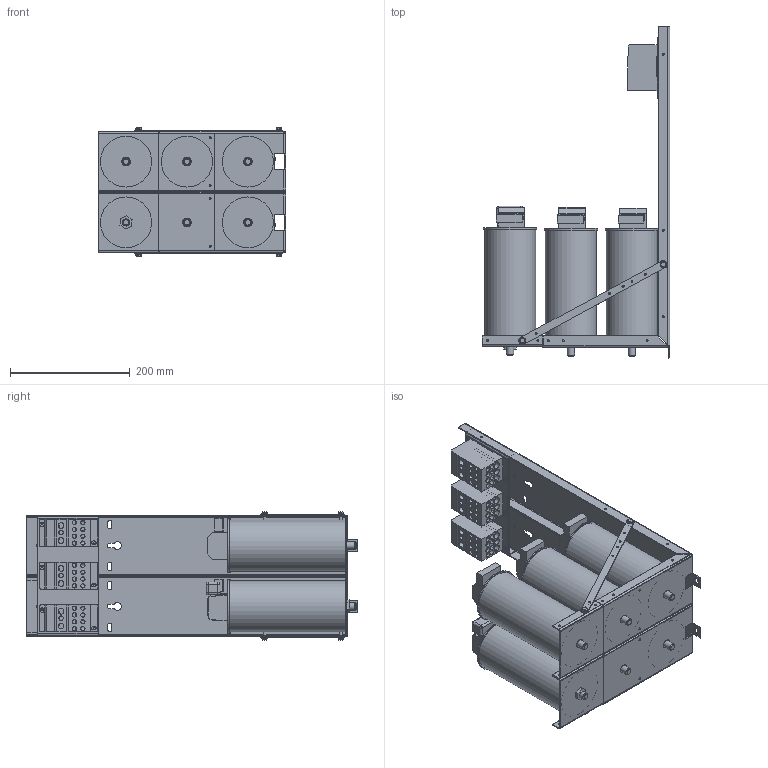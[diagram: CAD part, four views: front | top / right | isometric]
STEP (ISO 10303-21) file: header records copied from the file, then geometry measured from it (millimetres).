
FILE_DESCRIPTION(/* description */ (''),/* implementation_level */ '2;1');
FILE_NAME(/* name */ 'KPCUL058A64.stp',/* time_stamp */ '2020-03-10T15:43:19-05:00',/* author */ ('jnelson'),/* organization */ (''),/* preprocessor_version */ 'ST-DEVELOPER v17',/* originating_system */ 'Autodesk Inventor 2019',/* authorisation */ '');
FILE_SCHEMA (('AUTOMOTIVE_DESIGN { 1 0 10303 214 3 1 1 }'));
Length unit declared in the file: inch
Products named in the file (21): KPCUL058A64; MASTER 600V  ASSEMBLY 6 CAPS HOLE TRAY ALTECH 38019 x 3 (27930); 23837; 27943; 27945; 27930; 27791-A; 25441; 31157; 29230; 8KVAR; CAP NUT ; ASC Term Block Assembly; ASC TERM BLOCK-Better; ASC Term block screw; ASC TERM BLK INSERT; ASC bleeder resistor; 27607; 10KVAR; ASC TERM BLOCK; bleeder resistor
Assembly tree (42 placements, depth 4):
  KPCUL058A64
    MASTER 600V  ASSEMBLY 6 CAPS HOLE TRAY ALTECH 38019 x 3 (27930)
      27943  x2
      27791-A  x2
      25441  x4
      27945  x2
      23837
      27930  x3
      31157
    29230
      8KVAR
      CAP NUT 
      ASC Term Block Assembly
        ASC TERM BLOCK-Better
        ASC Term block screw  x6
        ASC TERM BLK INSERT  x6
        ASC bleeder resistor
    27607  x5
      10KVAR
      ASC TERM BLOCK
      bleeder resistor
Bounding box: 313.31 x 553.72 x 213.74 mm (x, y, z)
Volume: 7814363.9 mm3; surface area: 1209245.6 mm2
Topology: 57 solids, 57 shells, 2399 faces, 6504 edges, 4280 vertices
Faces by surface type: plane 1384, cylinder 679, bspline 252, cone 72, sphere 8, torus 4
Full cylindrical faces by diameter (mm): 2.54 x18, 2.545 x132, 2.946 x6, 3 x126, 3.251 x34, 3.556 x26, 4.597 x4, 4.699 x30, 4.801 x8, 4.826 x6, 5.22 x1, 5.5 x6, 6.35 x16, 6.516 x1, 6.604 x6, 7.087 x12, 7.096 x6, 7.108 x6, 7.42 x3, 8.382 x6, 8.484 x1, 9.761 x3, 9.781 x3, 9.906 x6, 11.989 x6, 14.224 x8, 23.691 x3, 85.09 x12, 89.154 x6
Entity records: 28741 total; most frequent: CARTESIAN_POINT 9651, ORIENTED_EDGE 3856, DIRECTION 3559, EDGE_CURVE 1928, VERTEX_POINT 1260, LINE 1239, VECTOR 1239, AXIS2_PLACEMENT_3D 1160
